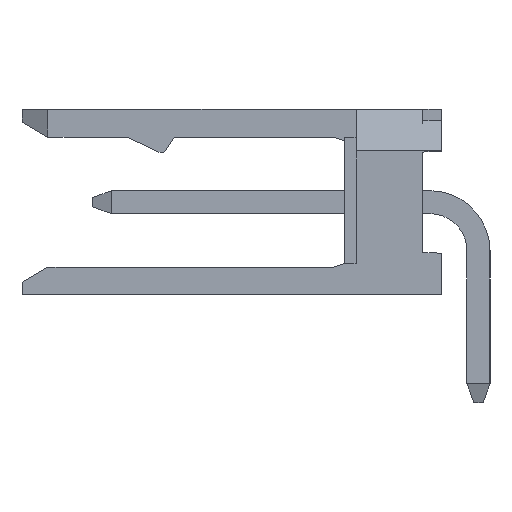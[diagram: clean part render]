
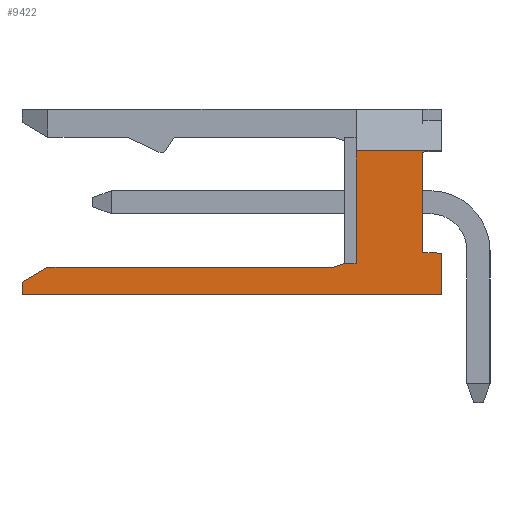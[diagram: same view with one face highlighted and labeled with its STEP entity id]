
A CAD part, left-side view. The second image highlights one B-rep face of the part: STEP entity #9422.
In plain terms, the highlighted planar face has unit normal (-1, 0, 0).
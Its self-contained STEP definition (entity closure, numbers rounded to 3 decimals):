
#912=ORIENTED_EDGE('',*,*,#2057,.F.);
#913=ORIENTED_EDGE('',*,*,#2294,.F.);
#914=ORIENTED_EDGE('',*,*,#2591,.T.);
#915=ORIENTED_EDGE('',*,*,#2582,.F.);
#916=ORIENTED_EDGE('',*,*,#2399,.F.);
#917=ORIENTED_EDGE('',*,*,#2592,.F.);
#918=ORIENTED_EDGE('',*,*,#2593,.T.);
#919=ORIENTED_EDGE('',*,*,#2588,.T.);
#920=ORIENTED_EDGE('',*,*,#2580,.T.);
#921=ORIENTED_EDGE('',*,*,#2594,.F.);
#922=ORIENTED_EDGE('',*,*,#2333,.F.);
#923=ORIENTED_EDGE('',*,*,#2486,.F.);
#924=ORIENTED_EDGE('',*,*,#2484,.F.);
#2057=EDGE_CURVE('',#3045,#3046,#3680,.T.);
#2294=EDGE_CURVE('',#3237,#3045,#3912,.T.);
#2333=EDGE_CURVE('',#3272,#3273,#3951,.T.);
#2399=EDGE_CURVE('',#3328,#3329,#4017,.T.);
#2484=EDGE_CURVE('',#3046,#3400,#4101,.T.);
#2486=EDGE_CURVE('',#3400,#3272,#4103,.T.);
#2580=EDGE_CURVE('',#3449,#3448,#4192,.T.);
#2582=EDGE_CURVE('',#3329,#3450,#4194,.T.);
#2588=EDGE_CURVE('',#3453,#3449,#4200,.T.);
#2591=EDGE_CURVE('',#3237,#3450,#4203,.T.);
#2592=EDGE_CURVE('',#3455,#3328,#4204,.T.);
#2593=EDGE_CURVE('',#3455,#3453,#4205,.T.);
#2594=EDGE_CURVE('',#3273,#3448,#4206,.T.);
#3045=VERTEX_POINT('',#11868);
#3046=VERTEX_POINT('',#11870);
#3237=VERTEX_POINT('',#12345);
#3272=VERTEX_POINT('',#12422);
#3273=VERTEX_POINT('',#12424);
#3328=VERTEX_POINT('',#12546);
#3329=VERTEX_POINT('',#12548);
#3400=VERTEX_POINT('',#12711);
#3448=VERTEX_POINT('',#12903);
#3449=VERTEX_POINT('',#12905);
#3450=VERTEX_POINT('',#12909);
#3453=VERTEX_POINT('',#12921);
#3455=VERTEX_POINT('',#12928);
#3680=LINE('',#11869,#4632);
#3912=LINE('',#12346,#4864);
#3951=LINE('',#12423,#4903);
#4017=LINE('',#12547,#4969);
#4101=LINE('',#12710,#5053);
#4103=LINE('',#12714,#5055);
#4192=LINE('',#12904,#5144);
#4194=LINE('',#12908,#5146);
#4200=LINE('',#12920,#5152);
#4203=LINE('',#12926,#5155);
#4204=LINE('',#12927,#5156);
#4205=LINE('',#12929,#5157);
#4206=LINE('',#12930,#5158);
#4632=VECTOR('',#10099,1000.);
#4864=VECTOR('',#10437,1000.);
#4903=VECTOR('',#10482,1000.);
#4969=VECTOR('',#10552,1000.);
#5053=VECTOR('',#10652,1000.);
#5055=VECTOR('',#10656,1000.);
#5144=VECTOR('',#10851,1000.);
#5146=VECTOR('',#10855,1000.);
#5152=VECTOR('',#10867,1000.);
#5155=VECTOR('',#10872,1000.);
#5156=VECTOR('',#10873,1000.);
#5157=VECTOR('',#10874,1000.);
#5158=VECTOR('',#10875,1000.);
#5713=EDGE_LOOP('',(#912,#913,#914,#915,#916,#917,#918,#919,#920,#921,#922,
#923,#924));
#6100=FACE_BOUND('',#5713,.T.);
#6466=PLANE('',#9811);
#9422=ADVANCED_FACE('',(#6100),#6466,.T.);
#9811=AXIS2_PLACEMENT_3D('',#12925,#10870,#10871);
#10099=DIRECTION('',(0.,-1.,0.));
#10437=DIRECTION('',(0.,0.,1.));
#10482=DIRECTION('',(0.,-0.316,-0.949));
#10552=DIRECTION('',(0.,1.,0.));
#10652=DIRECTION('',(0.,-0.5,-0.866));
#10656=DIRECTION('',(0.,0.,-1.));
#10851=DIRECTION('',(0.,1.,0.));
#10855=DIRECTION('',(0.,0.052,-0.999));
#10867=DIRECTION('',(0.,0.,1.));
#10870=DIRECTION('',(-1.,0.,0.));
#10871=DIRECTION('',(0.,-1.,0.));
#10872=DIRECTION('',(0.,-1.,0.));
#10873=DIRECTION('',(0.,0.052,0.999));
#10874=DIRECTION('',(0.,-1.,0.));
#10875=DIRECTION('',(0.,0.,-1.));
#11868=CARTESIAN_POINT('',(-20.02,5.,11.3));
#11869=CARTESIAN_POINT('',(-20.02,0.,11.3));
#11870=CARTESIAN_POINT('',(-20.02,4.654,11.3));
#12345=CARTESIAN_POINT('',(-20.02,5.,0.));
#12346=CARTESIAN_POINT('',(-20.02,5.,0.));
#12422=CARTESIAN_POINT('',(-20.02,4.25,2.9));
#12423=CARTESIAN_POINT('',(-20.02,4.25,2.9));
#12424=CARTESIAN_POINT('',(-20.02,4.15,2.6));
#12546=CARTESIAN_POINT('',(-20.02,1.15,0.5));
#12547=CARTESIAN_POINT('',(-20.02,0.,0.5));
#12548=CARTESIAN_POINT('',(-20.02,3.85,0.5));
#12710=CARTESIAN_POINT('',(-20.02,-1.87,0.));
#12711=CARTESIAN_POINT('',(-20.02,4.25,10.6));
#12714=CARTESIAN_POINT('',(-20.02,4.25,0.));
#12903=CARTESIAN_POINT('',(-20.02,4.15,2.3));
#12904=CARTESIAN_POINT('',(-20.02,0.,2.3));
#12905=CARTESIAN_POINT('',(-20.02,1.12,2.3));
#12908=CARTESIAN_POINT('',(-20.02,3.876,0.));
#12909=CARTESIAN_POINT('',(-20.02,3.876,0.));
#12920=CARTESIAN_POINT('',(-20.02,1.12,1.3));
#12921=CARTESIAN_POINT('',(-20.02,1.12,0.));
#12925=CARTESIAN_POINT('',(-20.02,2.5,5.65));
#12926=CARTESIAN_POINT('',(-20.02,5.,0.));
#12927=CARTESIAN_POINT('',(-20.02,1.124,0.));
#12928=CARTESIAN_POINT('',(-20.02,1.124,0.));
#12929=CARTESIAN_POINT('',(-20.02,0.,0.));
#12930=CARTESIAN_POINT('',(-20.02,4.15,0.));
